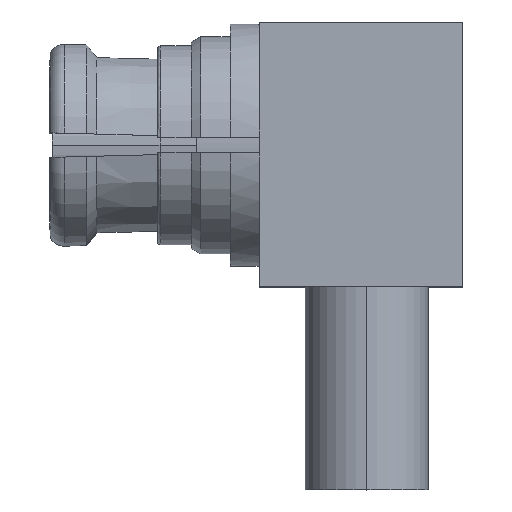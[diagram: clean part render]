
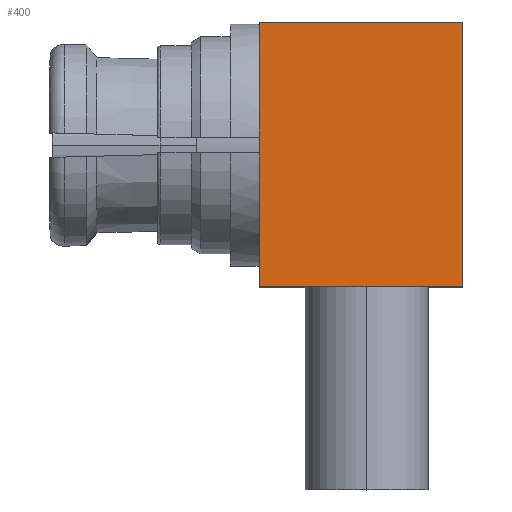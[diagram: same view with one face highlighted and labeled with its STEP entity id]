
A CAD part, top view. The second image highlights one B-rep face of the part: STEP entity #400.
In plain terms, the highlighted planar face has unit normal (0, 0, 1).
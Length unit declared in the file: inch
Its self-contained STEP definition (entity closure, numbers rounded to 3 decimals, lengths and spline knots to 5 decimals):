
#45 = CARTESIAN_POINT ( 'NONE',  ( -0.0689, 0.07756, 0.07677 ) ) ;
#122 = VECTOR ( 'NONE', #421, 39.37008 ) ;
#154 = VERTEX_POINT ( 'NONE', #2550 ) ;
#351 = VECTOR ( 'NONE', #3245, 39.37008 ) ;
#353 = CARTESIAN_POINT ( 'NONE',  ( 0.06102, -0.09055, 0.07677 ) ) ;
#400 = ADVANCED_FACE ( 'NONE', ( #1289 ), #3125, .T. ) ;
#421 = DIRECTION ( 'NONE',  ( 0., 1., 0. ) ) ;
#496 = EDGE_CURVE ( 'NONE', #2906, #727, #1944, .T. ) ;
#508 = CARTESIAN_POINT ( 'NONE',  ( -0.0689, -0.00492, 0.07677 ) ) ;
#566 = EDGE_CURVE ( 'NONE', #839, #1838, #2497, .T. ) ;
#592 = LINE ( 'NONE', #641, #1327 ) ;
#641 = CARTESIAN_POINT ( 'NONE',  ( -0.0689, -0.26772, 0.07677 ) ) ;
#710 = LINE ( 'NONE', #3312, #2472 ) ;
#727 = VERTEX_POINT ( 'NONE', #508 ) ;
#762 = CARTESIAN_POINT ( 'NONE',  ( -0.0689, -0.26772, 0.07677 ) ) ;
#775 = DIRECTION ( 'NONE',  ( 1., 0., 0. ) ) ;
#839 = VERTEX_POINT ( 'NONE', #1844 ) ;
#855 = ORIENTED_EDGE ( 'NONE', *, *, #566, .F. ) ;
#929 = CARTESIAN_POINT ( 'NONE',  ( -0.0689, -0.01102, 0.07677 ) ) ;
#951 = VECTOR ( 'NONE', #1006, 39.37008 ) ;
#963 = EDGE_CURVE ( 'NONE', #727, #3080, #592, .T. ) ;
#981 = CARTESIAN_POINT ( 'NONE',  ( -0.0689, 0.00492, 0.07677 ) ) ;
#1006 = DIRECTION ( 'NONE',  ( 1., 0., 0. ) ) ;
#1010 = EDGE_CURVE ( 'NONE', #3080, #839, #710, .T. ) ;
#1197 = CARTESIAN_POINT ( 'NONE',  ( 0.06102, -0.26772, 0.07677 ) ) ;
#1251 = LINE ( 'NONE', #2304, #951 ) ;
#1289 = FACE_OUTER_BOUND ( 'NONE', #3377, .T. ) ;
#1327 = VECTOR ( 'NONE', #1938, 39.37008 ) ;
#1561 = DIRECTION ( 'NONE',  ( 0., 0., 1. ) ) ;
#1597 = EDGE_CURVE ( 'NONE', #1838, #1691, #1251, .T. ) ;
#1685 = DIRECTION ( 'NONE',  ( 1., 0., 0. ) ) ;
#1691 = VERTEX_POINT ( 'NONE', #2907 ) ;
#1722 = CARTESIAN_POINT ( 'NONE',  ( -0.0689, -0.09055, 0.07677 ) ) ;
#1813 = ORIENTED_EDGE ( 'NONE', *, *, #1010, .F. ) ;
#1820 = VERTEX_POINT ( 'NONE', #353 ) ;
#1838 = VERTEX_POINT ( 'NONE', #3267 ) ;
#1844 = CARTESIAN_POINT ( 'NONE',  ( -0.0689, 0.01102, 0.07677 ) ) ;
#1875 = VECTOR ( 'NONE', #2161, 39.37008 ) ;
#1938 = DIRECTION ( 'NONE',  ( 0., 1., 0. ) ) ;
#1944 = LINE ( 'NONE', #45, #1875 ) ;
#1981 = ORIENTED_EDGE ( 'NONE', *, *, #963, .F. ) ;
#2004 = VECTOR ( 'NONE', #2250, 39.37008 ) ;
#2161 = DIRECTION ( 'NONE',  ( 0., 1., 0. ) ) ;
#2229 = EDGE_CURVE ( 'NONE', #1820, #1691, #2468, .T. ) ;
#2250 = DIRECTION ( 'NONE',  ( 0., 1., 0. ) ) ;
#2257 = CARTESIAN_POINT ( 'NONE',  ( -0.0689, -0.26772, 0.07677 ) ) ;
#2284 = ORIENTED_EDGE ( 'NONE', *, *, #2947, .T. ) ;
#2304 = CARTESIAN_POINT ( 'NONE',  ( -0.0689, 0.07874, 0.07677 ) ) ;
#2468 = LINE ( 'NONE', #1197, #2004 ) ;
#2472 = VECTOR ( 'NONE', #2490, 39.37008 ) ;
#2490 = DIRECTION ( 'NONE',  ( 0., 1., 0. ) ) ;
#2497 = LINE ( 'NONE', #2257, #122 ) ;
#2550 = CARTESIAN_POINT ( 'NONE',  ( -0.0689, -0.09055, 0.07677 ) ) ;
#2630 = ORIENTED_EDGE ( 'NONE', *, *, #1597, .F. ) ;
#2656 = ORIENTED_EDGE ( 'NONE', *, *, #2229, .T. ) ;
#2736 = LINE ( 'NONE', #2983, #351 ) ;
#2782 = VECTOR ( 'NONE', #1685, 39.37008 ) ;
#2906 = VERTEX_POINT ( 'NONE', #929 ) ;
#2907 = CARTESIAN_POINT ( 'NONE',  ( 0.06102, 0.07874, 0.07677 ) ) ;
#2947 = EDGE_CURVE ( 'NONE', #154, #1820, #3297, .T. ) ;
#2983 = CARTESIAN_POINT ( 'NONE',  ( -0.0689, -0.26772, 0.07677 ) ) ;
#2989 = EDGE_CURVE ( 'NONE', #154, #2906, #2736, .T. ) ;
#3080 = VERTEX_POINT ( 'NONE', #981 ) ;
#3125 = PLANE ( 'NONE',  #3317 ) ;
#3164 = ORIENTED_EDGE ( 'NONE', *, *, #2989, .F. ) ;
#3245 = DIRECTION ( 'NONE',  ( 0., 1., 0. ) ) ;
#3267 = CARTESIAN_POINT ( 'NONE',  ( -0.0689, 0.07874, 0.07677 ) ) ;
#3296 = ORIENTED_EDGE ( 'NONE', *, *, #496, .F. ) ;
#3297 = LINE ( 'NONE', #1722, #2782 ) ;
#3312 = CARTESIAN_POINT ( 'NONE',  ( -0.0689, 0.07756, 0.07677 ) ) ;
#3317 = AXIS2_PLACEMENT_3D ( 'NONE', #762, #1561, #775 ) ;
#3377 = EDGE_LOOP ( 'NONE', ( #2284, #2656, #2630, #855, #1813, #1981, #3296, #3164 ) ) ;
